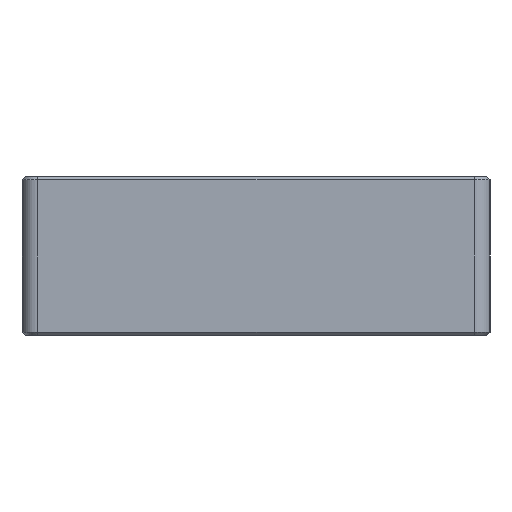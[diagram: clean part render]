
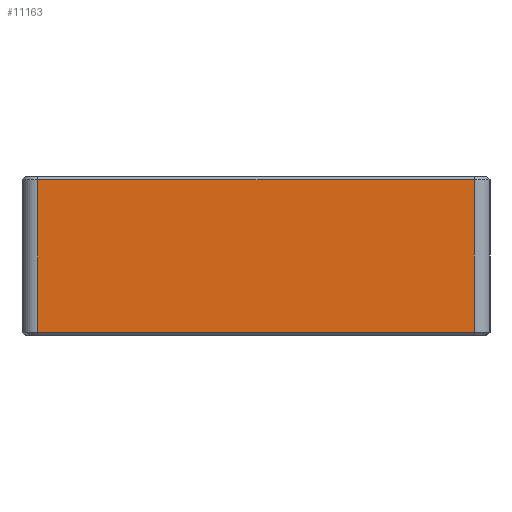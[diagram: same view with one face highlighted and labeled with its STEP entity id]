
A CAD part, left-side view. The second image highlights one B-rep face of the part: STEP entity #11163.
In plain terms, the highlighted planar face has unit normal (-1, 0, 0).
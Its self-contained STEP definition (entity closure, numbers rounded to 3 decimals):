
#438=PLANE('',#12005);
#917=FACE_OUTER_BOUND('',#1596,.T.);
#1596=EDGE_LOOP('',(#8521,#8522,#8523,#8524));
#2409=LINE('',#17145,#3555);
#2413=LINE('',#17156,#3559);
#2429=LINE('',#17190,#3575);
#2431=LINE('',#17196,#3577);
#3555=VECTOR('',#13680,10.);
#3559=VECTOR('',#13692,10.);
#3575=VECTOR('',#13726,10.);
#3577=VECTOR('',#13734,10.);
#5125=VERTEX_POINT('',#17140);
#5126=VERTEX_POINT('',#17144);
#5129=VERTEX_POINT('',#17154);
#5136=VERTEX_POINT('',#17181);
#6309=EDGE_CURVE('',#5125,#5126,#2409,.T.);
#6315=EDGE_CURVE('',#5129,#5125,#2413,.T.);
#6333=EDGE_CURVE('',#5136,#5129,#2429,.T.);
#6336=EDGE_CURVE('',#5126,#5136,#2431,.T.);
#8521=ORIENTED_EDGE('',*,*,#6309,.F.);
#8522=ORIENTED_EDGE('',*,*,#6315,.F.);
#8523=ORIENTED_EDGE('',*,*,#6333,.F.);
#8524=ORIENTED_EDGE('',*,*,#6336,.F.);
#11163=ADVANCED_FACE('',(#917),#438,.F.);
#12005=AXIS2_PLACEMENT_3D('',#17424,#13897,#13898);
#13680=DIRECTION('',(0.,1.,0.));
#13692=DIRECTION('',(0.,0.,-1.));
#13726=DIRECTION('',(0.,-1.,0.));
#13734=DIRECTION('',(0.,0.,1.));
#13897=DIRECTION('center_axis',(1.,0.,0.));
#13898=DIRECTION('ref_axis',(0.,-1.,0.));
#17140=CARTESIAN_POINT('',(-100.,-27.5,0.4));
#17144=CARTESIAN_POINT('',(-100.,27.5,0.4));
#17145=CARTESIAN_POINT('',(-100.,-12.75,0.4));
#17154=CARTESIAN_POINT('',(-100.,-27.5,19.6));
#17156=CARTESIAN_POINT('',(-100.,-27.5,18.));
#17181=CARTESIAN_POINT('',(-100.,27.5,19.6));
#17190=CARTESIAN_POINT('',(-100.,-12.75,19.6));
#17196=CARTESIAN_POINT('',(-100.,27.5,18.));
#17424=CARTESIAN_POINT('Origin',(-100.,-25.5,18.));
